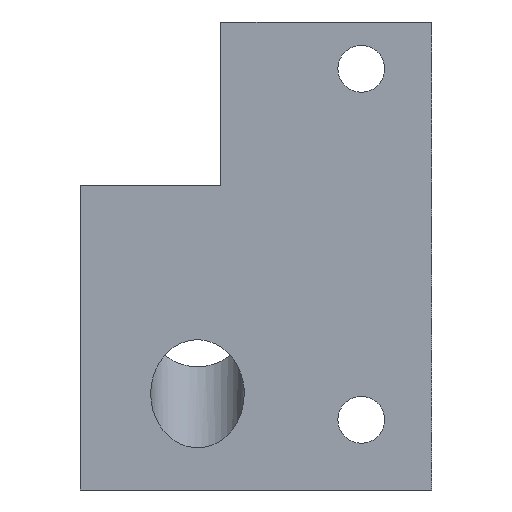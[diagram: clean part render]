
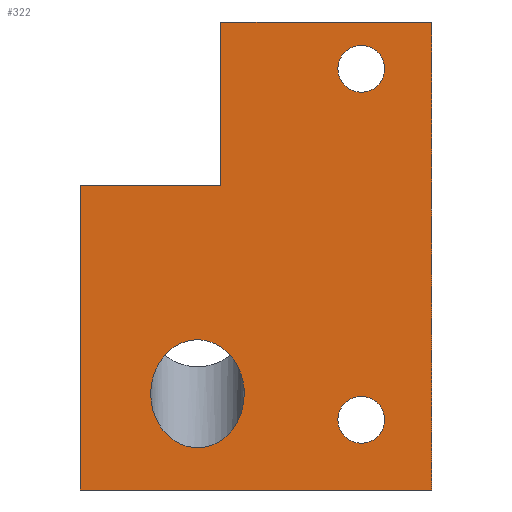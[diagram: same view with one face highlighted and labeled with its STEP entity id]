
A CAD part, front view. The second image highlights one B-rep face of the part: STEP entity #322.
In plain terms, the highlighted planar face has unit normal (0, -1, 0).
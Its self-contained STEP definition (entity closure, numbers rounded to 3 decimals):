
#21=FACE_BOUND('',#76,.T.);
#22=FACE_BOUND('',#77,.T.);
#23=FACE_BOUND('',#78,.T.);
#24=ELLIPSE('',#357,11.547,10.);
#38=PLANE('',#374);
#55=FACE_OUTER_BOUND('',#75,.T.);
#75=EDGE_LOOP('',(#292,#293,#294,#295,#296,#297));
#76=EDGE_LOOP('',(#298));
#77=EDGE_LOOP('',(#299));
#78=EDGE_LOOP('',(#300));
#97=LINE('',#530,#127);
#101=LINE('',#536,#131);
#102=LINE('',#539,#132);
#104=LINE('',#543,#134);
#106=LINE('',#547,#136);
#108=LINE('',#550,#138);
#127=VECTOR('',#441,10.);
#131=VECTOR('',#447,10.);
#132=VECTOR('',#450,10.);
#134=VECTOR('',#454,10.);
#136=VECTOR('',#458,10.);
#138=VECTOR('',#462,10.);
#140=CIRCLE('',#348,5.);
#142=CIRCLE('',#351,5.);
#149=VERTEX_POINT('',#469);
#151=VERTEX_POINT('',#475);
#157=VERTEX_POINT('',#492);
#169=VERTEX_POINT('',#528);
#170=VERTEX_POINT('',#529);
#171=VERTEX_POINT('',#534);
#172=VERTEX_POINT('',#538);
#173=VERTEX_POINT('',#542);
#174=VERTEX_POINT('',#546);
#177=EDGE_CURVE('',#149,#149,#140,.T.);
#180=EDGE_CURVE('',#151,#151,#142,.T.);
#187=EDGE_CURVE('',#157,#157,#24,.T.);
#205=EDGE_CURVE('',#169,#170,#97,.T.);
#209=EDGE_CURVE('',#171,#169,#101,.T.);
#210=EDGE_CURVE('',#172,#171,#102,.T.);
#212=EDGE_CURVE('',#173,#172,#104,.T.);
#214=EDGE_CURVE('',#174,#173,#106,.T.);
#216=EDGE_CURVE('',#170,#174,#108,.T.);
#292=ORIENTED_EDGE('',*,*,#216,.F.);
#293=ORIENTED_EDGE('',*,*,#205,.F.);
#294=ORIENTED_EDGE('',*,*,#209,.F.);
#295=ORIENTED_EDGE('',*,*,#210,.F.);
#296=ORIENTED_EDGE('',*,*,#212,.F.);
#297=ORIENTED_EDGE('',*,*,#214,.F.);
#298=ORIENTED_EDGE('',*,*,#177,.T.);
#299=ORIENTED_EDGE('',*,*,#180,.T.);
#300=ORIENTED_EDGE('',*,*,#187,.T.);
#322=ADVANCED_FACE('',(#55,#21,#22,#23),#38,.F.);
#348=AXIS2_PLACEMENT_3D('',#471,#382,#383);
#351=AXIS2_PLACEMENT_3D('',#477,#389,#390);
#357=AXIS2_PLACEMENT_3D('',#493,#405,#406);
#374=AXIS2_PLACEMENT_3D('',#551,#463,#464);
#382=DIRECTION('center_axis',(0.,1.,0.));
#383=DIRECTION('ref_axis',(1.,0.,0.));
#389=DIRECTION('center_axis',(0.,1.,0.));
#390=DIRECTION('ref_axis',(1.,0.,0.));
#405=DIRECTION('center_axis',(0.,1.,0.));
#406=DIRECTION('ref_axis',(0.,0.,1.));
#441=DIRECTION('',(-1.,0.,0.));
#447=DIRECTION('',(0.,0.,-1.));
#450=DIRECTION('',(1.,0.,0.));
#454=DIRECTION('',(0.,0.,1.));
#458=DIRECTION('',(1.,0.,0.));
#462=DIRECTION('',(0.,0.,1.));
#463=DIRECTION('center_axis',(0.,1.,0.));
#464=DIRECTION('ref_axis',(0.,0.,1.));
#469=CARTESIAN_POINT('',(17.5,0.,-35.));
#471=CARTESIAN_POINT('Origin',(22.5,0.,-35.));
#475=CARTESIAN_POINT('',(17.5,0.,40.));
#477=CARTESIAN_POINT('Origin',(22.5,0.,40.));
#492=CARTESIAN_POINT('',(-2.5,0.,-29.434));
#493=CARTESIAN_POINT('Origin',(-12.5,0.,-29.434));
#528=CARTESIAN_POINT('',(37.5,0.,-50.));
#529=CARTESIAN_POINT('',(-37.5,0.,-50.));
#530=CARTESIAN_POINT('',(37.5,0.,-50.));
#534=CARTESIAN_POINT('',(37.5,0.,50.));
#536=CARTESIAN_POINT('',(37.5,0.,50.));
#538=CARTESIAN_POINT('',(-7.5,0.,50.));
#539=CARTESIAN_POINT('',(-37.5,0.,50.));
#542=CARTESIAN_POINT('',(-7.5,0.,15.));
#543=CARTESIAN_POINT('',(-7.5,0.,15.));
#546=CARTESIAN_POINT('',(-37.5,0.,15.));
#547=CARTESIAN_POINT('',(-37.5,0.,15.));
#550=CARTESIAN_POINT('',(-37.5,0.,-50.));
#551=CARTESIAN_POINT('Origin',(0.,0.,0.));
